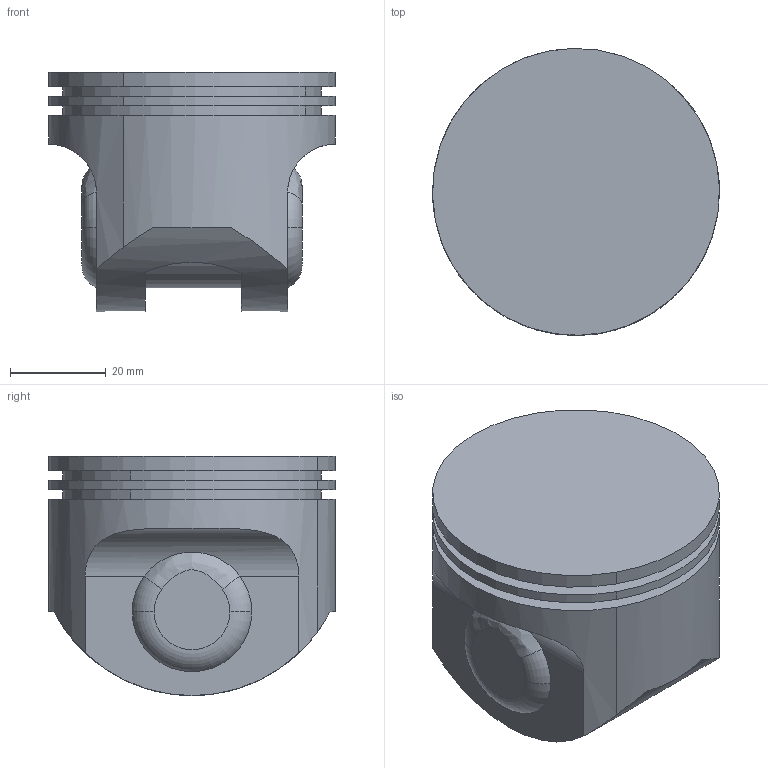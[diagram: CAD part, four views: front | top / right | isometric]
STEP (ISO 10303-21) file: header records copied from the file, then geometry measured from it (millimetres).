
FILE_DESCRIPTION(('CATIA V5 STEP Exchange'),'2;1');
FILE_NAME('Part3.stp','2021-05-28T11:52:48+00:00',('none'),('none'),'CATIA Version 5 Release 21 GA (IN-10)','CATIA V5 STEP AP203','none');
FILE_SCHEMA(('CONFIG_CONTROL_DESIGN'));
Length unit declared in the file: millimetre
Products named in the file (1): Part3
Bounding box: 60 x 60 x 50 mm (x, y, z)
Volume: 91738.3 mm3; surface area: 19828.8 mm2
Topology: 1 solids, 1 shells, 39 faces, 112 edges, 82 vertices
Faces by surface type: cylinder 17, plane 14, torus 6, bspline 2
Entity records: 1640 total; most frequent: CARTESIAN_POINT 645, ORIENTED_EDGE 208, DIRECTION 148, EDGE_CURVE 104, AXIS2_PLACEMENT_3D 86, VERTEX_POINT 72, CIRCLE 58, EDGE_LOOP 46
